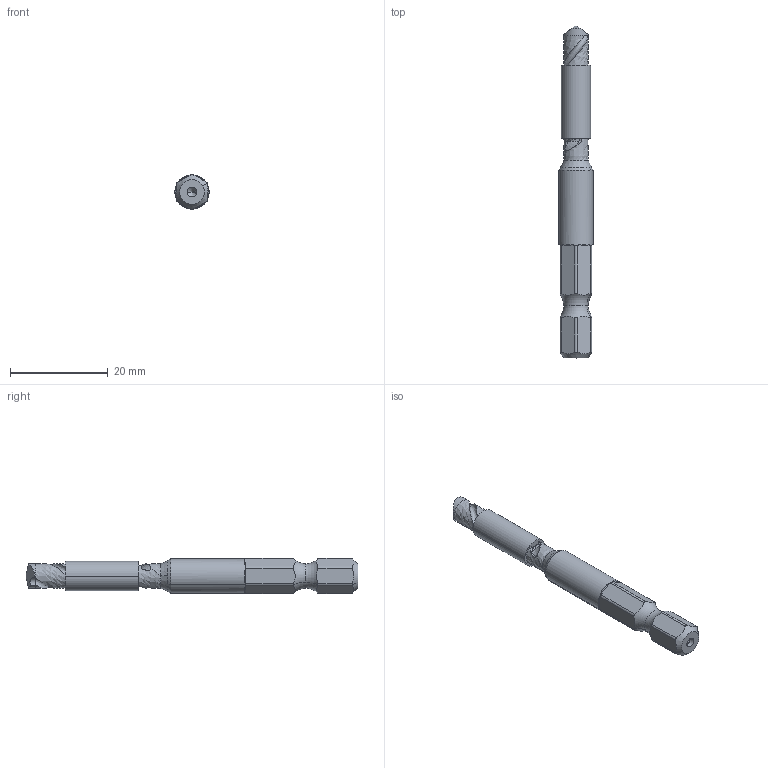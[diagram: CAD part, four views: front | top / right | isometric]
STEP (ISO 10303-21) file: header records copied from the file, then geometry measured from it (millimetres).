
FILE_DESCRIPTION (( 'STEP AP214' ), '1' );
FILE_NAME ('A485 Ìåò÷èê îäíîïðîõîäíûé ñïèðàëüíûé Ì6.STEP', '2021-08-05T07:13:39', ( 'Windows User' ), ( '' ), 'SwSTEP 2.0', 'SolidWorks 2021', '' );
FILE_SCHEMA (( 'AUTOMOTIVE_DESIGN' ));
Length unit declared in the file: millimetre
Products named in the file (1): A485 Ìåò÷èê îäíîïðîõîäíûé ñïèðàëüíûé Ì6
Bounding box: 7 x 68 x 7.24 mm (x, y, z)
Volume: 2035.8 mm3; surface area: 1426.1 mm2
Topology: 1 solids, 1 shells, 116 faces, 306 edges, 193 vertices
Faces by surface type: plane 48, cylinder 31, bspline 18, cone 11, torus 4, sphere 4
Entity records: 8025 total; most frequent: CARTESIAN_POINT 5389, ORIENTED_EDGE 608, DIRECTION 450, EDGE_CURVE 304, AXIS2_PLACEMENT_3D 196, VERTEX_POINT 193, B_SPLINE_CURVE_WITH_KNOTS 142, EDGE_LOOP 119
